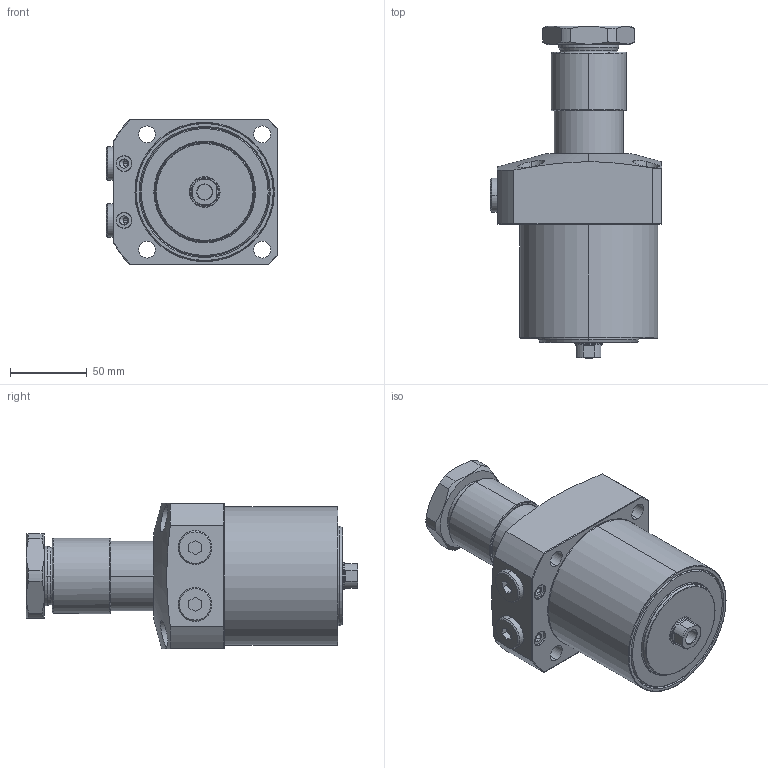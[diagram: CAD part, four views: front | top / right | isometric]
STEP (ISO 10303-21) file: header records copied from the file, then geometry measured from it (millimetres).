
FILE_DESCRIPTION (( 'STEP AP203' ), '1' );
FILE_NAME ('LHA0900-CLD.STEP', '2018-12-15T05:47:04', ( '微软用户' ), ( '微软中国' ), 'SwSTEP 2.0', 'SolidWorks 2012', '' );
FILE_SCHEMA (( 'CONFIG_CONTROL_DESIGN' ));
Length unit declared in the file: millimetre
Products named in the file (8): LHA0900-槭暌溛(蹬怮椔); LHA0900-咂衝椳紕_蹬怮椔); LHA0900-D菛巍; LHA0900-楓羔_D); LHA0900-ů_; LHA0900-簸忣諍匏_; Gȼ__8; LHA0900-CLD
Assembly tree (8 placements, depth 2):
  LHA0900-CLD
    LHA0900-槭暌溛(蹬怮椔)
    LHA0900-咂衝椳紕_蹬怮椔)
    LHA0900-D菛巍
    LHA0900-楓羔_D)
    LHA0900-ů_
    LHA0900-簸忣諍匏_
    Gȼ__8  x2
Bounding box: 111.5 x 216 x 95 mm (x, y, z)
Volume: 1038228.5 mm3; surface area: 113513.1 mm2
Topology: 8 solids, 8 shells, 270 faces, 635 edges, 397 vertices
Faces by surface type: plane 92, cylinder 91, cone 57, torus 28, sphere 2
Entity records: 9218 total; most frequent: CARTESIAN_POINT 2429, DIRECTION 1285, ORIENTED_EDGE 1210, EDGE_CURVE 605, AXIS2_PLACEMENT_3D 526, VERTEX_POINT 379, EDGE_LOOP 288, CIRCLE 258
